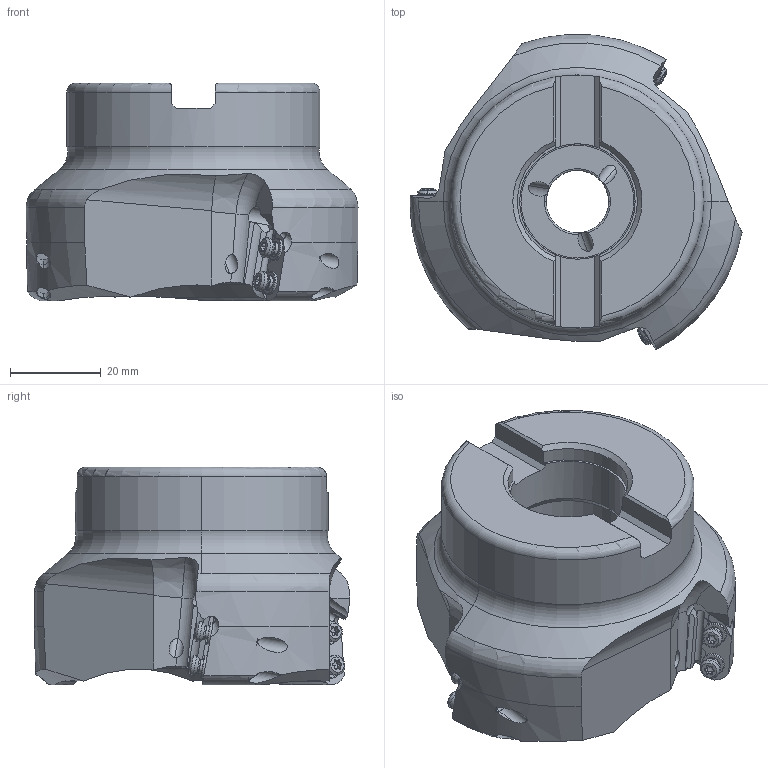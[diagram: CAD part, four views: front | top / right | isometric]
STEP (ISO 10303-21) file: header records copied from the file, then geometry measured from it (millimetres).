
FILE_DESCRIPTION(/* description */ (''),/* implementation_level */ '2;1');
FILE_NAME(/* name */ 'AXD4000UR0303CB.stp',/* time_stamp */ '2021-10-19T09:07:15+09:00',/* author */ (''),/* organization */ (''),/* preprocessor_version */ 'ST-DEVELOPER v16',/* originating_system */ 'SIEMENS PLM Software NX 10.0',/* authorisation */ '');
FILE_SCHEMA (('AUTOMOTIVE_DESIGN { 1 0 10303 214 3 1 1 1 }'));
Length unit declared in the file: millimetre
Products named in the file (1): AXD4000UR0303CB_ASM
Bounding box: 72.99 x 69.31 x 47.92 mm (x, y, z)
Volume: 109456.2 mm3; surface area: 20834.5 mm2
Topology: 7 solids, 7 shells, 458 faces, 1421 edges, 968 vertices
Faces by surface type: cylinder 221, plane 105, cone 72, torus 36, sphere 24
Entity records: 20559 total; most frequent: CARTESIAN_POINT 7786, ORIENTED_EDGE 2802, DIRECTION 2602, EDGE_CURVE 1401, AXIS2_PLACEMENT_3D 1106, VERTEX_POINT 962, CIRCLE 586, EDGE_LOOP 483
